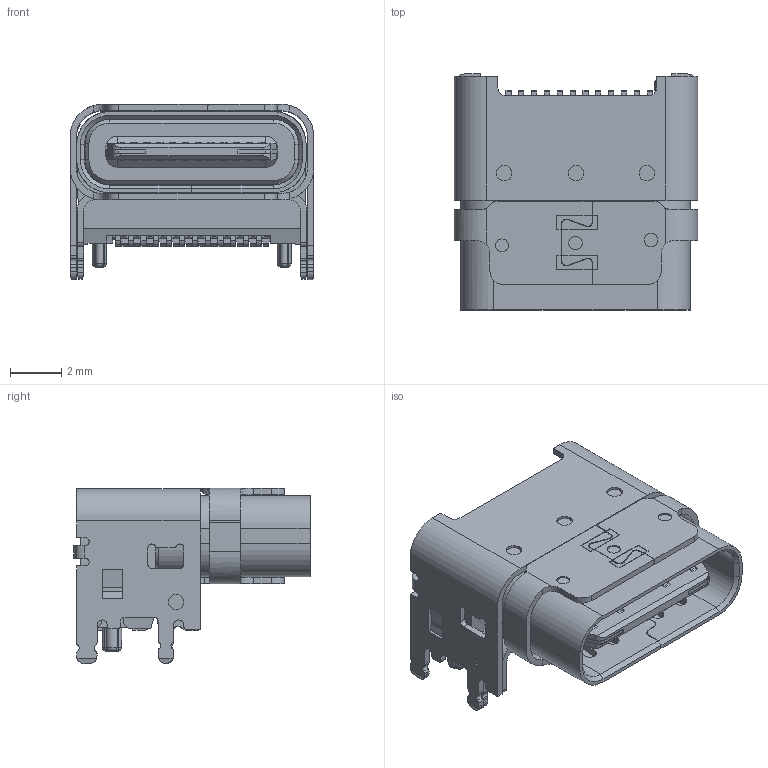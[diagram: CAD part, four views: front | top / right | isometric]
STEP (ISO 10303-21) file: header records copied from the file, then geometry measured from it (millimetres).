
FILE_DESCRIPTION(/* description */ ('Unknown'),/* implementation_level */ '2;1');
FILE_NAME(/* name */ '632722200212',/* time_stamp */ '2023-04-27T16:58:58+02:00',/* author */ ('Unknown'),/* organization */ ('Unknown'),/* preprocessor_version */ 'ST-DEVELOPER v18.102',/* originating_system */ 'Solid Edge',/* authorisation */ 'Unknown');
FILE_SCHEMA (('AUTOMOTIVE_DESIGN {1 0 10303 214 3 1 1}'));
Products named in the file (6): 632722200212; 632722200212_Inner Shielding; 632722200212_Housing; 632722200212_Outer Shielding; 632722200212_Under Shielding; 632722200212_Midplate
Assembly tree (5 placements, depth 2):
  632722200212
    632722200212_Inner Shielding
    632722200212_Housing
    632722200212_Outer Shielding
    632722200212_Under Shielding
    632722200212_Midplate
Bounding box: 9.51 x 9.2 x 6.82 mm (x, y, z)
Volume: 215.1 mm3; surface area: 1063.1 mm2
Topology: 4 solids, 51 shells, 2044 faces, 5648 edges, 3703 vertices
Faces by surface type: plane 1565, cylinder 447, cone 16, torus 12, sphere 4
Full cylindrical faces by diameter (mm): 0.5 x1, 0.524 x2, 0.6 x5, 0.61 x2, 0.65 x2, 0.7 x2, 0.8 x3
Entity records: 76307 total; most frequent: CARTESIAN_POINT 11795, ORIENTED_EDGE 11236, DIRECTION 10579, EDGE_CURVE 5618, LINE 4499, VECTOR 4499, VERTEX_POINT 3694, AXIS2_PLACEMENT_3D 3040
